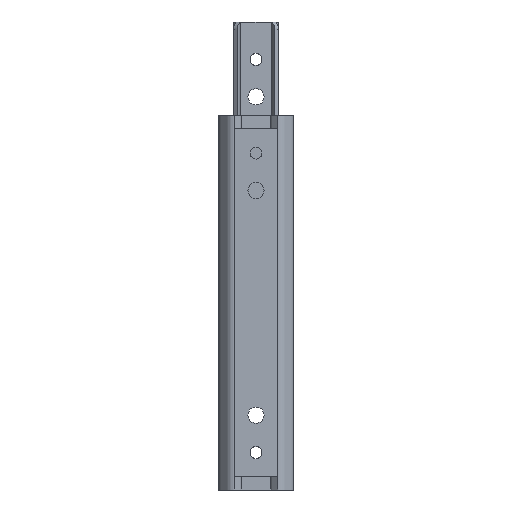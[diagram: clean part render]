
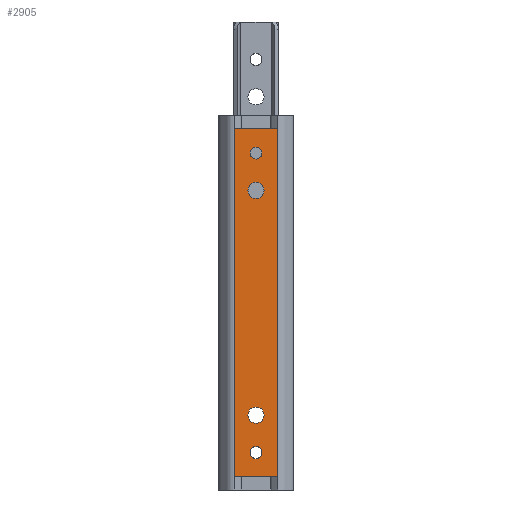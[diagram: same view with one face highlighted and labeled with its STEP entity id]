
A CAD part, left-side view. The second image highlights one B-rep face of the part: STEP entity #2905.
In plain terms, the highlighted planar face has unit normal (-1, 0, 0).
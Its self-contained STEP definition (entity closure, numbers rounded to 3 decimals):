
#46 = EDGE_CURVE ( 'NONE', #3000, #930, #910, .T. ) ;
#79 = AXIS2_PLACEMENT_3D ( 'NONE', #116, #1201, #1182 ) ;
#90 = DIRECTION ( 'NONE',  ( 1., 0., 0. ) ) ;
#92 = CIRCLE ( 'NONE', #2598, 1.6 ) ;
#107 = EDGE_LOOP ( 'NONE', ( #1638, #2581 ) ) ;
#116 = CARTESIAN_POINT ( 'NONE',  ( 0., 0., -100. ) ) ;
#145 = AXIS2_PLACEMENT_3D ( 'NONE', #1840, #532, #1545 ) ;
#150 = DIRECTION ( 'NONE',  ( 0., 1., 0. ) ) ;
#153 = DIRECTION ( 'NONE',  ( 1., 0., 0. ) ) ;
#180 = DIRECTION ( 'NONE',  ( 0., 1., 0. ) ) ;
#199 = CIRCLE ( 'NONE', #2210, 2.15 ) ;
#220 = ORIENTED_EDGE ( 'NONE', *, *, #825, .T. ) ;
#241 = DIRECTION ( 'NONE',  ( 1., 0., 0. ) ) ;
#245 = VERTEX_POINT ( 'NONE', #3346 ) ;
#264 = ORIENTED_EDGE ( 'NONE', *, *, #46, .T. ) ;
#277 = DIRECTION ( 'NONE',  ( 0., 0., 1. ) ) ;
#306 = DIRECTION ( 'NONE',  ( 0., 1., 0. ) ) ;
#333 = VERTEX_POINT ( 'NONE', #1630 ) ;
#366 = CIRCLE ( 'NONE', #1395, 1.6 ) ;
#379 = FACE_OUTER_BOUND ( 'NONE', #2714, .T. ) ;
#397 = EDGE_CURVE ( 'NONE', #333, #2009, #1179, .T. ) ;
#532 = DIRECTION ( 'NONE',  ( 1., 0., 0. ) ) ;
#595 = VERTEX_POINT ( 'NONE', #2783 ) ;
#620 = CARTESIAN_POINT ( 'NONE',  ( 0., -1.6, -90. ) ) ;
#669 = DIRECTION ( 'NONE',  ( 0., -1., 0. ) ) ;
#670 = EDGE_CURVE ( 'NONE', #1021, #2910, #2168, .T. ) ;
#686 = FACE_BOUND ( 'NONE', #1989, .T. ) ;
#752 = ORIENTED_EDGE ( 'NONE', *, *, #2039, .T. ) ;
#766 = EDGE_LOOP ( 'NONE', ( #2523, #1005 ) ) ;
#814 = ORIENTED_EDGE ( 'NONE', *, *, #670, .T. ) ;
#825 = EDGE_CURVE ( 'NONE', #3174, #1273, #199, .T. ) ;
#834 = DIRECTION ( 'NONE',  ( 0., 1., 0. ) ) ;
#883 = VERTEX_POINT ( 'NONE', #2195 ) ;
#910 = CIRCLE ( 'NONE', #2044, 1.6 ) ;
#918 = DIRECTION ( 'NONE',  ( 0., 1., 0. ) ) ;
#928 = DIRECTION ( 'NONE',  ( 0., 1., 0. ) ) ;
#929 = PLANE ( 'NONE',  #79 ) ;
#930 = VERTEX_POINT ( 'NONE', #3376 ) ;
#939 = CARTESIAN_POINT ( 'NONE',  ( 0., 0., -80. ) ) ;
#956 = CARTESIAN_POINT ( 'NONE',  ( 0., -2.15, -80. ) ) ;
#970 = ORIENTED_EDGE ( 'NONE', *, *, #1955, .F. ) ;
#988 = CARTESIAN_POINT ( 'NONE',  ( 0., -2.15, -20. ) ) ;
#1005 = ORIENTED_EDGE ( 'NONE', *, *, #1631, .T. ) ;
#1021 = VERTEX_POINT ( 'NONE', #1315 ) ;
#1024 = AXIS2_PLACEMENT_3D ( 'NONE', #3120, #3159, #834 ) ;
#1028 = AXIS2_PLACEMENT_3D ( 'NONE', #2722, #1351, #2197 ) ;
#1048 = CARTESIAN_POINT ( 'NONE',  ( 0., 0., -90. ) ) ;
#1113 = EDGE_CURVE ( 'NONE', #1273, #3174, #2485, .T. ) ;
#1141 = ORIENTED_EDGE ( 'NONE', *, *, #2942, .F. ) ;
#1144 = CIRCLE ( 'NONE', #145, 1.6 ) ;
#1179 = CIRCLE ( 'NONE', #2160, 2.15 ) ;
#1182 = DIRECTION ( 'NONE',  ( 0., 0., 1. ) ) ;
#1201 = DIRECTION ( 'NONE',  ( -1., 0., 0. ) ) ;
#1273 = VERTEX_POINT ( 'NONE', #3186 ) ;
#1315 = CARTESIAN_POINT ( 'NONE',  ( 0., -5.849, -96.5 ) ) ;
#1351 = DIRECTION ( 'NONE',  ( 1., 0., 0. ) ) ;
#1356 = VERTEX_POINT ( 'NONE', #620 ) ;
#1393 = EDGE_CURVE ( 'NONE', #2009, #333, #2602, .T. ) ;
#1395 = AXIS2_PLACEMENT_3D ( 'NONE', #1048, #241, #3360 ) ;
#1426 = FACE_BOUND ( 'NONE', #1732, .T. ) ;
#1479 = FACE_BOUND ( 'NONE', #766, .T. ) ;
#1545 = DIRECTION ( 'NONE',  ( 0., 1., 0. ) ) ;
#1559 = VECTOR ( 'NONE', #2137, 1000. ) ;
#1595 = CARTESIAN_POINT ( 'NONE',  ( 0., 0., -90. ) ) ;
#1630 = CARTESIAN_POINT ( 'NONE',  ( 0., 2.15, -20. ) ) ;
#1631 = EDGE_CURVE ( 'NONE', #1356, #245, #366, .T. ) ;
#1638 = ORIENTED_EDGE ( 'NONE', *, *, #397, .T. ) ;
#1732 = EDGE_LOOP ( 'NONE', ( #264, #752 ) ) ;
#1819 = EDGE_CURVE ( 'NONE', #1021, #883, #1947, .T. ) ;
#1840 = CARTESIAN_POINT ( 'NONE',  ( 0., 0., -10. ) ) ;
#1947 = LINE ( 'NONE', #2992, #2391 ) ;
#1955 = EDGE_CURVE ( 'NONE', #883, #595, #2337, .T. ) ;
#1989 = EDGE_LOOP ( 'NONE', ( #2425, #220 ) ) ;
#2009 = VERTEX_POINT ( 'NONE', #988 ) ;
#2039 = EDGE_CURVE ( 'NONE', #930, #3000, #1144, .T. ) ;
#2044 = AXIS2_PLACEMENT_3D ( 'NONE', #2492, #153, #928 ) ;
#2137 = DIRECTION ( 'NONE',  ( 0., 0., 1. ) ) ;
#2143 = DIRECTION ( 'NONE',  ( 1., 0., 0. ) ) ;
#2160 = AXIS2_PLACEMENT_3D ( 'NONE', #3238, #2143, #918 ) ;
#2168 = LINE ( 'NONE', #3215, #1559 ) ;
#2195 = CARTESIAN_POINT ( 'NONE',  ( 0., 5.849, -96.5 ) ) ;
#2197 = DIRECTION ( 'NONE',  ( 0., 1., 0. ) ) ;
#2210 = AXIS2_PLACEMENT_3D ( 'NONE', #939, #3010, #150 ) ;
#2219 = ORIENTED_EDGE ( 'NONE', *, *, #1819, .F. ) ;
#2234 = LINE ( 'NONE', #3269, #3126 ) ;
#2337 = LINE ( 'NONE', #3333, #3246 ) ;
#2391 = VECTOR ( 'NONE', #180, 1000. ) ;
#2425 = ORIENTED_EDGE ( 'NONE', *, *, #1113, .T. ) ;
#2458 = CARTESIAN_POINT ( 'NONE',  ( 0., -5.849, -3.5 ) ) ;
#2485 = CIRCLE ( 'NONE', #1024, 2.15 ) ;
#2492 = CARTESIAN_POINT ( 'NONE',  ( 0., 0., -10. ) ) ;
#2523 = ORIENTED_EDGE ( 'NONE', *, *, #2810, .T. ) ;
#2581 = ORIENTED_EDGE ( 'NONE', *, *, #1393, .T. ) ;
#2598 = AXIS2_PLACEMENT_3D ( 'NONE', #1595, #90, #306 ) ;
#2602 = CIRCLE ( 'NONE', #1028, 2.15 ) ;
#2714 = EDGE_LOOP ( 'NONE', ( #2219, #814, #1141, #970 ) ) ;
#2722 = CARTESIAN_POINT ( 'NONE',  ( 0., 0., -20. ) ) ;
#2783 = CARTESIAN_POINT ( 'NONE',  ( 0., 5.849, -3.5 ) ) ;
#2810 = EDGE_CURVE ( 'NONE', #245, #1356, #92, .T. ) ;
#2905 = ADVANCED_FACE ( 'NONE', ( #1426, #686, #1479, #3036, #379 ), #929, .T. ) ;
#2910 = VERTEX_POINT ( 'NONE', #2458 ) ;
#2942 = EDGE_CURVE ( 'NONE', #595, #2910, #2234, .T. ) ;
#2992 = CARTESIAN_POINT ( 'NONE',  ( 0., 5.849, -96.5 ) ) ;
#3000 = VERTEX_POINT ( 'NONE', #3119 ) ;
#3010 = DIRECTION ( 'NONE',  ( 1., 0., 0. ) ) ;
#3036 = FACE_BOUND ( 'NONE', #107, .T. ) ;
#3119 = CARTESIAN_POINT ( 'NONE',  ( 0., 1.6, -10. ) ) ;
#3120 = CARTESIAN_POINT ( 'NONE',  ( 0., 0., -80. ) ) ;
#3126 = VECTOR ( 'NONE', #669, 1000. ) ;
#3159 = DIRECTION ( 'NONE',  ( 1., 0., 0. ) ) ;
#3174 = VERTEX_POINT ( 'NONE', #956 ) ;
#3186 = CARTESIAN_POINT ( 'NONE',  ( 0., 2.15, -80. ) ) ;
#3215 = CARTESIAN_POINT ( 'NONE',  ( 0., -5.849, -100. ) ) ;
#3238 = CARTESIAN_POINT ( 'NONE',  ( 0., 0., -20. ) ) ;
#3246 = VECTOR ( 'NONE', #277, 1000. ) ;
#3269 = CARTESIAN_POINT ( 'NONE',  ( 0., 5.849, -3.5 ) ) ;
#3333 = CARTESIAN_POINT ( 'NONE',  ( 0., 5.849, -100. ) ) ;
#3346 = CARTESIAN_POINT ( 'NONE',  ( 0., 1.6, -90. ) ) ;
#3360 = DIRECTION ( 'NONE',  ( 0., 1., 0. ) ) ;
#3376 = CARTESIAN_POINT ( 'NONE',  ( 0., -1.6, -10. ) ) ;
